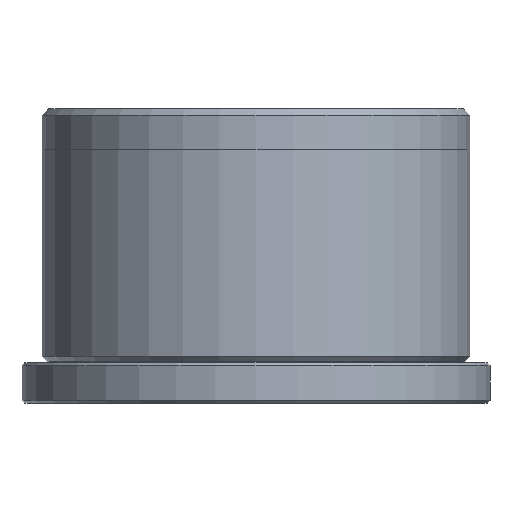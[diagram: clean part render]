
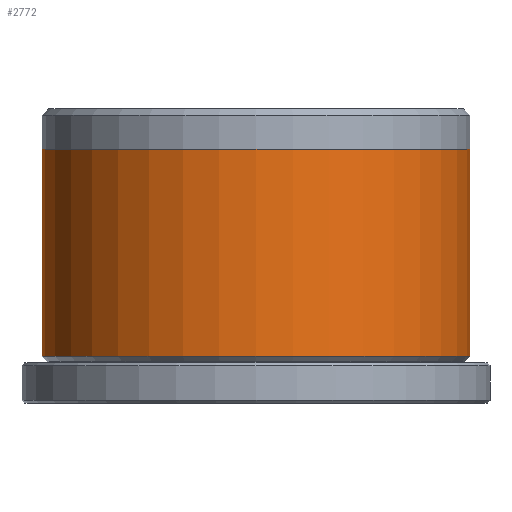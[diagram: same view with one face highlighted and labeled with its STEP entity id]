
A CAD part, front view. The second image highlights one B-rep face of the part: STEP entity #2772.
In plain terms, the highlighted cylindrical face has radius 16 mm (diameter 32 mm), a partial arc.
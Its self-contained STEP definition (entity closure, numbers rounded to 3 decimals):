
#179 = VERTEX_POINT ( 'NONE', #1318 ) ;
#195 = ORIENTED_EDGE ( 'NONE', *, *, #2427, .F. ) ;
#213 = CYLINDRICAL_SURFACE ( 'NONE', #854, 16. ) ;
#227 = DIRECTION ( 'NONE',  ( 0., 0., 1. ) ) ;
#249 = AXIS2_PLACEMENT_3D ( 'NONE', #1544, #227, #1758 ) ;
#280 = CARTESIAN_POINT ( 'NONE',  ( 16., 0., 3.5 ) ) ;
#373 = EDGE_LOOP ( 'NONE', ( #1243, #2420, #1866, #195 ) ) ;
#516 = CIRCLE ( 'NONE', #1063, 16. ) ;
#560 = CIRCLE ( 'NONE', #249, 16. ) ;
#632 = VECTOR ( 'NONE', #2410, 1000. ) ;
#679 = DIRECTION ( 'NONE',  ( -1., 0., 0. ) ) ;
#686 = FACE_OUTER_BOUND ( 'NONE', #373, .T. ) ;
#830 = DIRECTION ( 'NONE',  ( 0., 0., -1. ) ) ;
#854 = AXIS2_PLACEMENT_3D ( 'NONE', #897, #2644, #679 ) ;
#897 = CARTESIAN_POINT ( 'NONE',  ( 0., 0., 22. ) ) ;
#905 = DIRECTION ( 'NONE',  ( 0., 0., -1. ) ) ;
#936 = VERTEX_POINT ( 'NONE', #952 ) ;
#952 = CARTESIAN_POINT ( 'NONE',  ( -16., 0., 19. ) ) ;
#1063 = AXIS2_PLACEMENT_3D ( 'NONE', #2133, #830, #2360 ) ;
#1243 = ORIENTED_EDGE ( 'NONE', *, *, #1557, .F. ) ;
#1247 = LINE ( 'NONE', #2659, #1608 ) ;
#1284 = EDGE_CURVE ( 'NONE', #936, #2811, #2376, .T. ) ;
#1318 = CARTESIAN_POINT ( 'NONE',  ( 16., 0., 19. ) ) ;
#1544 = CARTESIAN_POINT ( 'NONE',  ( 0., 0., 19. ) ) ;
#1557 = EDGE_CURVE ( 'NONE', #179, #1700, #1247, .T. ) ;
#1562 = CARTESIAN_POINT ( 'NONE',  ( -16., 0., 3.5 ) ) ;
#1608 = VECTOR ( 'NONE', #905, 1000. ) ;
#1700 = VERTEX_POINT ( 'NONE', #280 ) ;
#1758 = DIRECTION ( 'NONE',  ( 1., 0., 0. ) ) ;
#1866 = ORIENTED_EDGE ( 'NONE', *, *, #1284, .T. ) ;
#1959 = CARTESIAN_POINT ( 'NONE',  ( -16., 0., 22. ) ) ;
#2133 = CARTESIAN_POINT ( 'NONE',  ( 0., 0., 3.5 ) ) ;
#2360 = DIRECTION ( 'NONE',  ( -1., 0., 0. ) ) ;
#2376 = LINE ( 'NONE', #1959, #632 ) ;
#2410 = DIRECTION ( 'NONE',  ( 0., 0., -1. ) ) ;
#2420 = ORIENTED_EDGE ( 'NONE', *, *, #2740, .F. ) ;
#2427 = EDGE_CURVE ( 'NONE', #1700, #2811, #516, .T. ) ;
#2644 = DIRECTION ( 'NONE',  ( 0., 0., -1. ) ) ;
#2659 = CARTESIAN_POINT ( 'NONE',  ( 16., 0., 22. ) ) ;
#2740 = EDGE_CURVE ( 'NONE', #936, #179, #560, .T. ) ;
#2772 = ADVANCED_FACE ( 'NONE', ( #686 ), #213, .T. ) ;
#2811 = VERTEX_POINT ( 'NONE', #1562 ) ;
